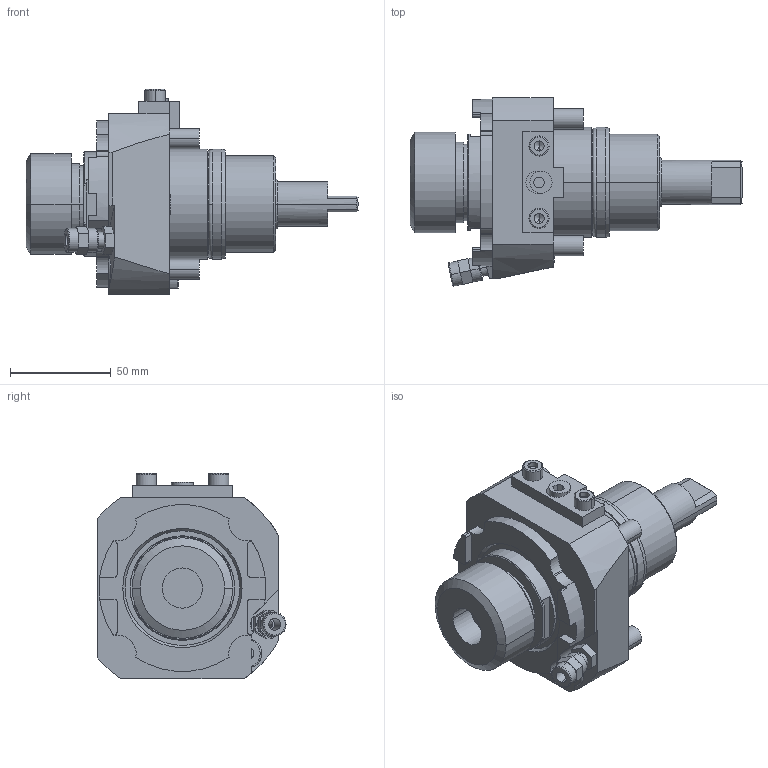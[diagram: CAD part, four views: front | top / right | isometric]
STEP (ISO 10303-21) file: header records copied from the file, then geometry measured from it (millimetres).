
FILE_DESCRIPTION((''),'2;1');
FILE_NAME('BGL0230132_CONF','2023-06-01T15:13:56',('smalpassi'),('M.T. srl'),'CREO PARAMETRIC BY PTC INC, 2021072','CREO PARAMETRIC BY PTC INC, 2021072','');
FILE_SCHEMA(('CONFIG_CONTROL_DESIGN'));
Length unit declared in the file: millimetre
Products named in the file (1): BGL0230132_CONF
Bounding box: 165.06 x 93.55 x 102 mm (x, y, z)
Volume: 452782.9 mm3; surface area: 55236.4 mm2
Topology: 1 solids, 1 shells, 272 faces, 668 edges, 432 vertices
Faces by surface type: plane 145, cylinder 92, cone 20, torus 13, extrusion 2
Entity records: 8184 total; most frequent: CARTESIAN_POINT 1530, DIRECTION 1437, ORIENTED_EDGE 1328, EDGE_CURVE 664, AXIS2_PLACEMENT_3D 524, VERTEX_POINT 432, VECTOR 389, LINE 387
